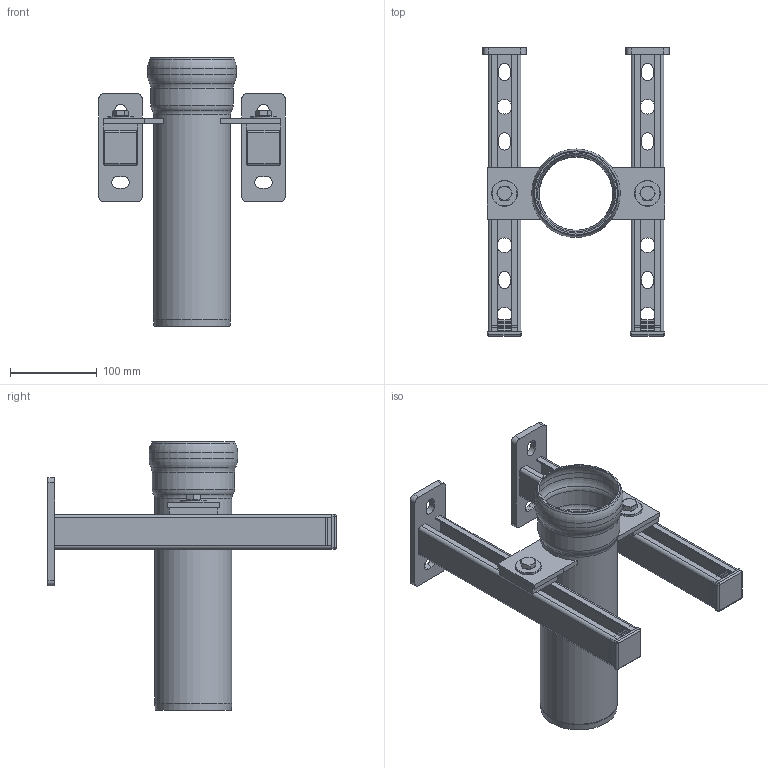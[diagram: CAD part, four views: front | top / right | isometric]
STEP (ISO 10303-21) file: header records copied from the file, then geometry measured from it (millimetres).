
FILE_DESCRIPTION(/* description */ (''),/* implementation_level */ '2;1');
FILE_NAME(/* name */ '82653.080X_3D.stp',/* time_stamp */ '2024-12-12T09:50:46+01:00',/* author */ ('CAD'),/* organization */ (''),/* preprocessor_version */ 'ST-DEVELOPER v20',/* originating_system */ 'AutoCAD Mechanical',/* authorisation */ '');
FILE_SCHEMA (('AUTOMOTIVE_DESIGN { 1 0 10303 214 3 1 1 }'));
Length unit declared in the file: millimetre
Products named in the file (2): Product; *S0
Assembly tree (1 placements, depth 2):
  Product
    *S0
Bounding box: 215 x 333 x 310 mm (x, y, z)
Volume: 496305 mm3; surface area: 423727.1 mm2
Topology: 17 solids, 17 shells, 530 faces, 1258 edges, 778 vertices
Faces by surface type: plane 240, cylinder 144, cone 124, torus 14, sphere 8
Full cylindrical faces by diameter (mm): 10 x2, 10.5 x2, 14.63 x2, 17 x8, 30 x2, 85.8 x1, 89 x1, 92 x1, 95.2 x1, 99 x1, 102.2 x1
Entity records: 15409 total; most frequent: DIRECTION 2752, CARTESIAN_POINT 2707, ORIENTED_EDGE 2516, EDGE_CURVE 1258, AXIS2_PLACEMENT_3D 985, LINE 782, VECTOR 782, VERTEX_POINT 780
